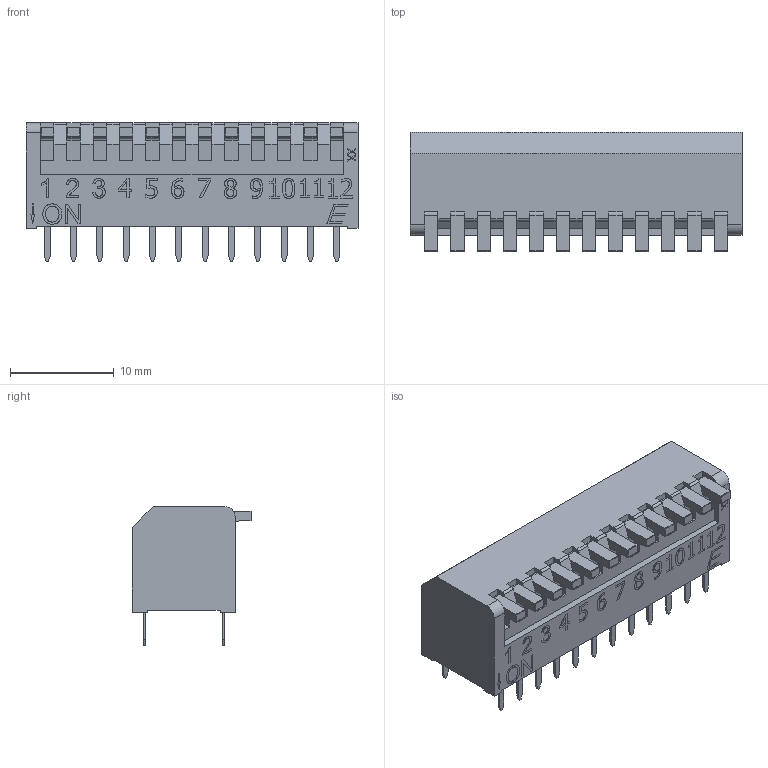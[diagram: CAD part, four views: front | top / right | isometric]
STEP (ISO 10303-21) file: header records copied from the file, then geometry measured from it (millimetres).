
FILE_DESCRIPTION(/* description */ (''),/* implementation_level */ '2;1');
FILE_NAME(/* name */ 'KAP1112Ex.stp',/* time_stamp */ '2025-05-21T10:29:49-05:00',/* author */ ('mroman'),/* organization */ (''),/* preprocessor_version */ 'ST-DEVELOPER v18.1',/* originating_system */ 'Autodesk Inventor 2022',/* authorisation */ '');
FILE_SCHEMA (('AUTOMOTIVE_DESIGN { 1 0 10303 214 3 1 1 }'));
Length unit declared in the file: centimetre
Products named in the file (1): KAP1112Ex
Bounding box: 32.04 x 11.49 x 13.4 mm (x, y, z)
Volume: 3011.7 mm3; surface area: 1748 mm2
Topology: 1 solids, 1 shells, 740 faces, 1986 edges, 1300 vertices
Faces by surface type: plane 517, bspline 138, cylinder 85
Entity records: 23944 total; most frequent: CARTESIAN_POINT 6220, ORIENTED_EDGE 3972, DIRECTION 3064, EDGE_CURVE 1986, LINE 1562, VECTOR 1562, VERTEX_POINT 1300, EDGE_LOOP 792
